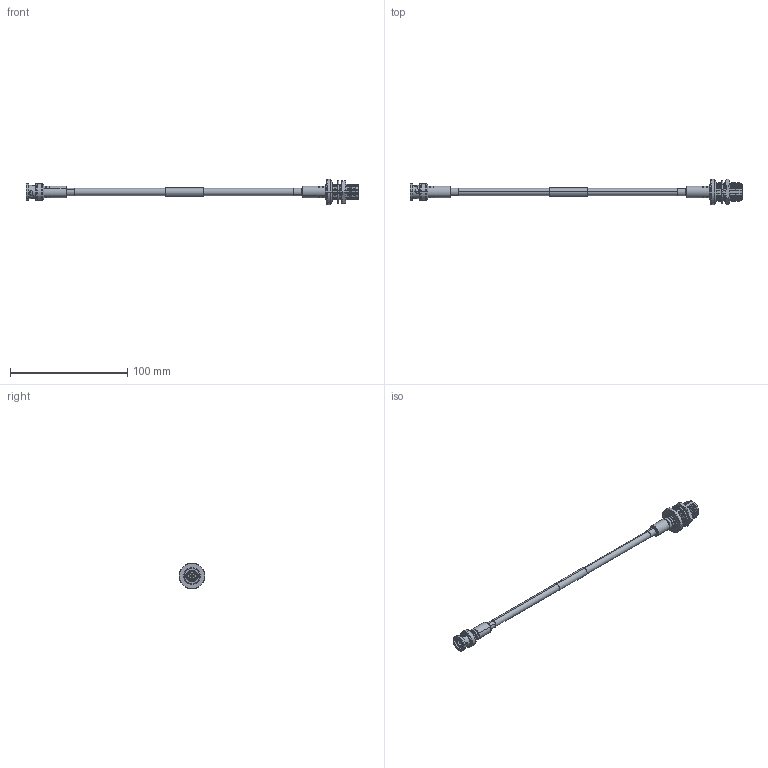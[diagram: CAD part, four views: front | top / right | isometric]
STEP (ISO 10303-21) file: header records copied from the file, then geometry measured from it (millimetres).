
FILE_DESCRIPTION (( 'STEP AP214' ), '1' );
FILE_NAME ('FMC00985_3D.step', '2023-03-06T20:11:04', ( '' ), ( '' ), 'SwSTEP 2.0', 'SolidWorks 2022', '' );
FILE_SCHEMA (( 'AUTOMOTIVE_DESIGN' ));
Length unit declared in the file: inch
Products named in the file (12): heat shrink^FMC00985_conn 1; TC-240-NF-BH-X-MA1; TC-240-NF-BH-X-MA2; TC-240-NF-BH-X-MA3; LMR-240^FMC00985; 3AA03-013; FMC00985_3D; TC-240-BM-X^FMC00985; TC-240-NF-BH-X-MA4; 3AA02-017; ANF-3700-MA4; TC-240-NF-BH-X
Assembly tree (12 placements, depth 3):
  FMC00985_3D
    LMR-240^FMC00985
    TC-240-BM-X^FMC00985
    heat shrink^FMC00985_conn 1  x2
    TC-240-NF-BH-X
      TC-240-NF-BH-X-MA1
      TC-240-NF-BH-X-MA2
      TC-240-NF-BH-X-MA3
      TC-240-NF-BH-X-MA4
      3AA02-017
      3AA03-013
      ANF-3700-MA4
Bounding box: 282.97 x 22 x 21.8 mm (x, y, z)
Volume: 13920.7 mm3; surface area: 17396.5 mm2
Topology: 14 solids, 14 shells, 633 faces, 1589 edges, 1011 vertices
Faces by surface type: cylinder 256, cone 197, plane 148, torus 22, bspline 8, sphere 2
Entity records: 22582 total; most frequent: CARTESIAN_POINT 4727, DIRECTION 3219, ORIENTED_EDGE 3090, EDGE_CURVE 1545, AXIS2_PLACEMENT_3D 1317, VERTEX_POINT 987, CIRCLE 698, EDGE_LOOP 660
